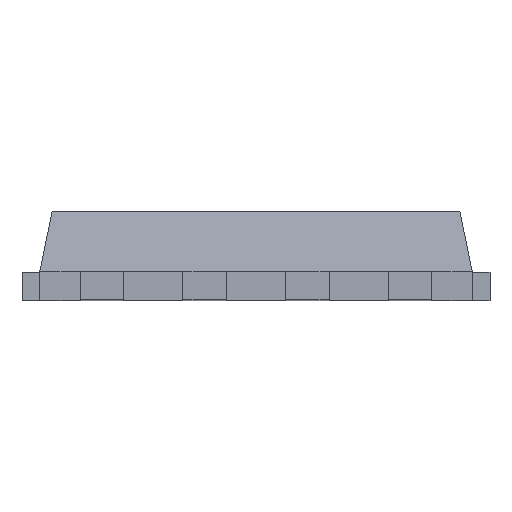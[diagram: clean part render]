
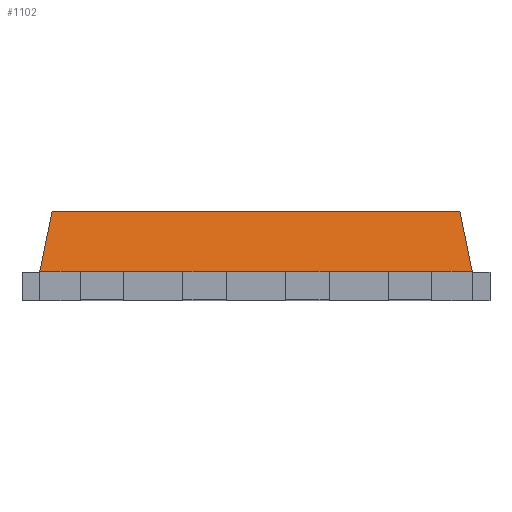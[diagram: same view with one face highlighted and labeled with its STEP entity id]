
A CAD part, top view. The second image highlights one B-rep face of the part: STEP entity #1102.
In plain terms, the highlighted planar face has unit normal (0, 0.199, 0.98).
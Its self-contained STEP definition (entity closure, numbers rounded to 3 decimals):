
#88 = CARTESIAN_POINT ( 'NONE',  ( -2.675, 0.35, 3.05 ) ) ;
#90 = EDGE_CURVE ( 'NONE', #1266, #1987, #2790, .T. ) ;
#110 = CARTESIAN_POINT ( 'NONE',  ( -0.905, 0.35, 3.05 ) ) ;
#198 = ORIENTED_EDGE ( 'NONE', *, *, #90, .F. ) ;
#229 = CARTESIAN_POINT ( 'NONE',  ( -0.365, 0.35, 3.05 ) ) ;
#319 = CARTESIAN_POINT ( 'NONE',  ( -2.675, 0.35, 3.05 ) ) ;
#373 = VECTOR ( 'NONE', #2507, 1000. ) ;
#403 = VECTOR ( 'NONE', #1954, 1000. ) ;
#413 = EDGE_CURVE ( 'NONE', #2777, #3728, #5965, .T. ) ;
#478 = EDGE_CURVE ( 'NONE', #1174, #903, #2875, .T. ) ;
#524 = ORIENTED_EDGE ( 'NONE', *, *, #4358, .T. ) ;
#607 = DIRECTION ( 'NONE',  ( 0.196, -0.961, 0.196 ) ) ;
#611 = CARTESIAN_POINT ( 'NONE',  ( -2.675, 0.35, 3.05 ) ) ;
#695 = DIRECTION ( 'NONE',  ( -1., 0., 0. ) ) ;
#788 = EDGE_LOOP ( 'NONE', ( #6033, #198, #524, #4816, #4158, #4450, #5353, #2815, #5864, #1418, #2844, #968 ) ) ;
#793 = CARTESIAN_POINT ( 'NONE',  ( -2.522, 1.1, 2.897 ) ) ;
#808 = VERTEX_POINT ( 'NONE', #110 ) ;
#836 = LINE ( 'NONE', #1201, #1746 ) ;
#873 = EDGE_CURVE ( 'NONE', #2777, #3319, #2520, .T. ) ;
#903 = VERTEX_POINT ( 'NONE', #3773 ) ;
#968 = ORIENTED_EDGE ( 'NONE', *, *, #873, .T. ) ;
#985 = CARTESIAN_POINT ( 'NONE',  ( -2.675, 0.35, 3.05 ) ) ;
#1002 = VECTOR ( 'NONE', #3174, 1000. ) ;
#1074 = DIRECTION ( 'NONE',  ( 1., 0., 0. ) ) ;
#1102 = ADVANCED_FACE ( 'NONE', ( #1975 ), #2638, .T. ) ;
#1174 = VERTEX_POINT ( 'NONE', #229 ) ;
#1201 = CARTESIAN_POINT ( 'NONE',  ( -2.675, 0.35, 3.05 ) ) ;
#1266 = VERTEX_POINT ( 'NONE', #3307 ) ;
#1418 = ORIENTED_EDGE ( 'NONE', *, *, #2469, .F. ) ;
#1519 = AXIS2_PLACEMENT_3D ( 'NONE', #1542, #5422, #5909 ) ;
#1542 = CARTESIAN_POINT ( 'NONE',  ( -2.675, 0.35, 3.05 ) ) ;
#1746 = VECTOR ( 'NONE', #4055, 1000. ) ;
#1850 = DIRECTION ( 'NONE',  ( 1., 0., 0. ) ) ;
#1867 = VECTOR ( 'NONE', #4057, 1000. ) ;
#1954 = DIRECTION ( 'NONE',  ( 1., 0., 0. ) ) ;
#1975 = FACE_OUTER_BOUND ( 'NONE', #788, .T. ) ;
#1987 = VERTEX_POINT ( 'NONE', #3168 ) ;
#2031 = CARTESIAN_POINT ( 'NONE',  ( -2.675, 0.35, 3.05 ) ) ;
#2170 = VECTOR ( 'NONE', #1074, 1000. ) ;
#2269 = DIRECTION ( 'NONE',  ( 1., 0., 0. ) ) ;
#2361 = CARTESIAN_POINT ( 'NONE',  ( -2.675, 0.35, 3.05 ) ) ;
#2469 = EDGE_CURVE ( 'NONE', #3728, #5629, #6216, .T. ) ;
#2507 = DIRECTION ( 'NONE',  ( -1., 0., 0. ) ) ;
#2520 = LINE ( 'NONE', #3192, #1002 ) ;
#2577 = EDGE_CURVE ( 'NONE', #5217, #5807, #5771, .T. ) ;
#2638 = PLANE ( 'NONE',  #1519 ) ;
#2666 = EDGE_CURVE ( 'NONE', #4127, #903, #836, .T. ) ;
#2742 = VECTOR ( 'NONE', #2269, 1000. ) ;
#2777 = VERTEX_POINT ( 'NONE', #793 ) ;
#2790 = LINE ( 'NONE', #4062, #3853 ) ;
#2797 = EDGE_CURVE ( 'NONE', #3319, #1987, #5306, .T. ) ;
#2815 = ORIENTED_EDGE ( 'NONE', *, *, #2577, .F. ) ;
#2833 = CARTESIAN_POINT ( 'NONE',  ( -2.675, 1.1, 2.897 ) ) ;
#2844 = ORIENTED_EDGE ( 'NONE', *, *, #413, .F. ) ;
#2875 = LINE ( 'NONE', #6114, #5285 ) ;
#3075 = VECTOR ( 'NONE', #607, 1000. ) ;
#3168 = CARTESIAN_POINT ( 'NONE',  ( -2.175, 0.35, 3.05 ) ) ;
#3174 = DIRECTION ( 'NONE',  ( -0.196, -0.961, 0.196 ) ) ;
#3192 = CARTESIAN_POINT ( 'NONE',  ( -2.675, 0.35, 3.05 ) ) ;
#3290 = DIRECTION ( 'NONE',  ( 1., 0., 0. ) ) ;
#3300 = VECTOR ( 'NONE', #695, 1000. ) ;
#3307 = CARTESIAN_POINT ( 'NONE',  ( -1.635, 0.35, 3.05 ) ) ;
#3319 = VERTEX_POINT ( 'NONE', #2031 ) ;
#3645 = CARTESIAN_POINT ( 'NONE',  ( -2.675, 0.35, 3.05 ) ) ;
#3703 = LINE ( 'NONE', #611, #1867 ) ;
#3728 = VERTEX_POINT ( 'NONE', #4677 ) ;
#3744 = CARTESIAN_POINT ( 'NONE',  ( 2.175, 0.35, 3.05 ) ) ;
#3773 = CARTESIAN_POINT ( 'NONE',  ( 0.365, 0.35, 3.05 ) ) ;
#3815 = EDGE_CURVE ( 'NONE', #4127, #5807, #5880, .T. ) ;
#3853 = VECTOR ( 'NONE', #5045, 1000. ) ;
#3888 = LINE ( 'NONE', #88, #373 ) ;
#3921 = VECTOR ( 'NONE', #3290, 1000. ) ;
#4055 = DIRECTION ( 'NONE',  ( -1., 0., 0. ) ) ;
#4057 = DIRECTION ( 'NONE',  ( 1., 0., 0. ) ) ;
#4062 = CARTESIAN_POINT ( 'NONE',  ( -2.675, 0.35, 3.05 ) ) ;
#4087 = EDGE_CURVE ( 'NONE', #5217, #5629, #3703, .T. ) ;
#4127 = VERTEX_POINT ( 'NONE', #5861 ) ;
#4158 = ORIENTED_EDGE ( 'NONE', *, *, #478, .T. ) ;
#4358 = EDGE_CURVE ( 'NONE', #1266, #808, #5041, .T. ) ;
#4450 = ORIENTED_EDGE ( 'NONE', *, *, #2666, .F. ) ;
#4613 = CARTESIAN_POINT ( 'NONE',  ( 2.675, 0.35, 3.05 ) ) ;
#4677 = CARTESIAN_POINT ( 'NONE',  ( 2.522, 1.1, 2.897 ) ) ;
#4768 = CARTESIAN_POINT ( 'NONE',  ( 1.635, 0.35, 3.05 ) ) ;
#4816 = ORIENTED_EDGE ( 'NONE', *, *, #4968, .F. ) ;
#4968 = EDGE_CURVE ( 'NONE', #1174, #808, #3888, .T. ) ;
#5041 = LINE ( 'NONE', #985, #2170 ) ;
#5045 = DIRECTION ( 'NONE',  ( -1., 0., 0. ) ) ;
#5217 = VERTEX_POINT ( 'NONE', #3744 ) ;
#5285 = VECTOR ( 'NONE', #1850, 1000. ) ;
#5306 = LINE ( 'NONE', #319, #2742 ) ;
#5353 = ORIENTED_EDGE ( 'NONE', *, *, #3815, .T. ) ;
#5422 = DIRECTION ( 'NONE',  ( 0., 0.199, 0.98 ) ) ;
#5445 = CARTESIAN_POINT ( 'NONE',  ( 2.675, 0.35, 3.05 ) ) ;
#5629 = VERTEX_POINT ( 'NONE', #4613 ) ;
#5771 = LINE ( 'NONE', #3645, #3300 ) ;
#5807 = VERTEX_POINT ( 'NONE', #4768 ) ;
#5861 = CARTESIAN_POINT ( 'NONE',  ( 0.905, 0.35, 3.05 ) ) ;
#5864 = ORIENTED_EDGE ( 'NONE', *, *, #4087, .T. ) ;
#5880 = LINE ( 'NONE', #2361, #403 ) ;
#5909 = DIRECTION ( 'NONE',  ( 0., -0.98, 0.199 ) ) ;
#5965 = LINE ( 'NONE', #2833, #3921 ) ;
#6033 = ORIENTED_EDGE ( 'NONE', *, *, #2797, .T. ) ;
#6114 = CARTESIAN_POINT ( 'NONE',  ( -2.675, 0.35, 3.05 ) ) ;
#6216 = LINE ( 'NONE', #5445, #3075 ) ;
